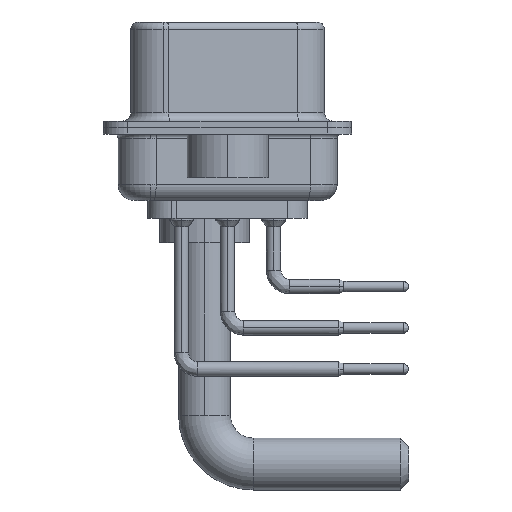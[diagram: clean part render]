
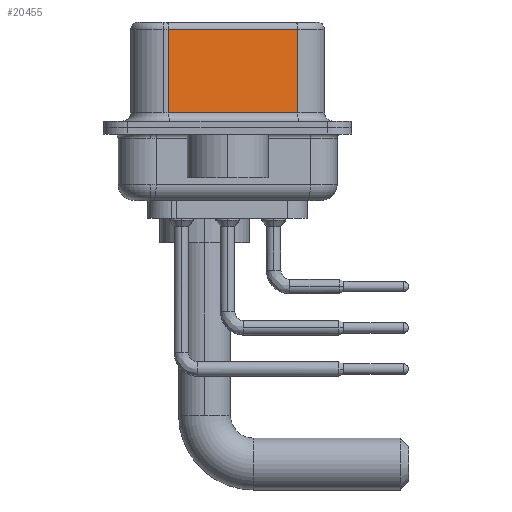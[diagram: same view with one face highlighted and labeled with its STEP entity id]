
A CAD part, left-side view. The second image highlights one B-rep face of the part: STEP entity #20455.
In plain terms, the highlighted planar face has unit normal (-0.985, -0.174, 0).
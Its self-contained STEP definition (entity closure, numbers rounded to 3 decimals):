
#1070 = VERTEX_POINT ( 'NONE', #17416 ) ;
#2616 = CARTESIAN_POINT ( 'NONE',  ( 3.73, 3.628, 6.02 ) ) ;
#3014 = VECTOR ( 'NONE', #10048, 1000. ) ;
#3664 = CARTESIAN_POINT ( 'NONE',  ( 5.132, -4.322, 6.52 ) ) ;
#5080 = VERTEX_POINT ( 'NONE', #24309 ) ;
#5649 = CARTESIAN_POINT ( 'NONE',  ( 5.132, -4.322, 6.02 ) ) ;
#5872 = LINE ( 'NONE', #3664, #6100 ) ;
#6100 = VECTOR ( 'NONE', #6236, 1000. ) ;
#6236 = DIRECTION ( 'NONE',  ( 0., 0., -1. ) ) ;
#8634 = LINE ( 'NONE', #8808, #3014 ) ;
#8808 = CARTESIAN_POINT ( 'NONE',  ( 5.132, -4.322, 6.02 ) ) ;
#8908 = EDGE_CURVE ( 'NONE', #15879, #1070, #22653, .T. ) ;
#10048 = DIRECTION ( 'NONE',  ( -0.174, 0.985, 0. ) ) ;
#10744 = DIRECTION ( 'NONE',  ( 0.174, -0.985, 0. ) ) ;
#10755 = DIRECTION ( 'NONE',  ( 0.985, 0.174, 0. ) ) ;
#10897 = ORIENTED_EDGE ( 'NONE', *, *, #11220, .F. ) ;
#11220 = EDGE_CURVE ( 'NONE', #11663, #5080, #5872, .T. ) ;
#11663 = VERTEX_POINT ( 'NONE', #5649 ) ;
#12155 = EDGE_LOOP ( 'NONE', ( #10897, #24524, #34545, #26421 ) ) ;
#12506 = VECTOR ( 'NONE', #16784, 1000. ) ;
#12970 = DIRECTION ( 'NONE',  ( -0.174, 0.985, 0. ) ) ;
#15879 = VERTEX_POINT ( 'NONE', #2616 ) ;
#16076 = PLANE ( 'NONE',  #18021 ) ;
#16610 = LINE ( 'NONE', #33645, #31615 ) ;
#16784 = DIRECTION ( 'NONE',  ( 0., 0., -1. ) ) ;
#17416 = CARTESIAN_POINT ( 'NONE',  ( 3.73, 3.628, 0.9 ) ) ;
#17976 = EDGE_CURVE ( 'NONE', #1070, #5080, #16610, .T. ) ;
#18021 = AXIS2_PLACEMENT_3D ( 'NONE', #35892, #10755, #12970 ) ;
#20455 = ADVANCED_FACE ( 'NONE', ( #32760 ), #16076, .F. ) ;
#22653 = LINE ( 'NONE', #30539, #12506 ) ;
#24309 = CARTESIAN_POINT ( 'NONE',  ( 5.132, -4.322, 0.9 ) ) ;
#24524 = ORIENTED_EDGE ( 'NONE', *, *, #25556, .T. ) ;
#25556 = EDGE_CURVE ( 'NONE', #11663, #15879, #8634, .T. ) ;
#26421 = ORIENTED_EDGE ( 'NONE', *, *, #17976, .T. ) ;
#30539 = CARTESIAN_POINT ( 'NONE',  ( 3.73, 3.628, 6.52 ) ) ;
#31615 = VECTOR ( 'NONE', #10744, 1000. ) ;
#32760 = FACE_OUTER_BOUND ( 'NONE', #12155, .T. ) ;
#33645 = CARTESIAN_POINT ( 'NONE',  ( 5.132, -4.322, 0.9 ) ) ;
#34545 = ORIENTED_EDGE ( 'NONE', *, *, #8908, .T. ) ;
#35892 = CARTESIAN_POINT ( 'NONE',  ( 5.132, -4.322, 6.52 ) ) ;
